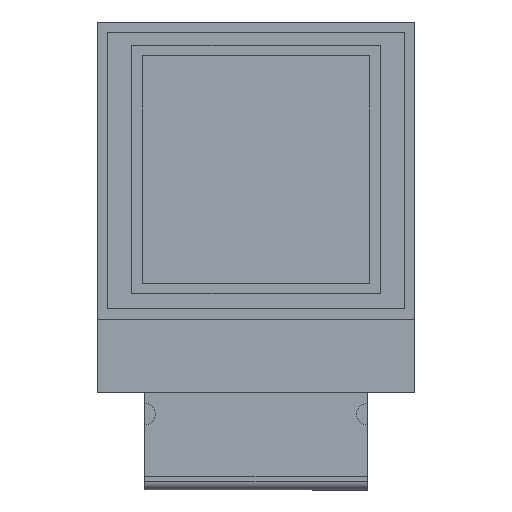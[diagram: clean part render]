
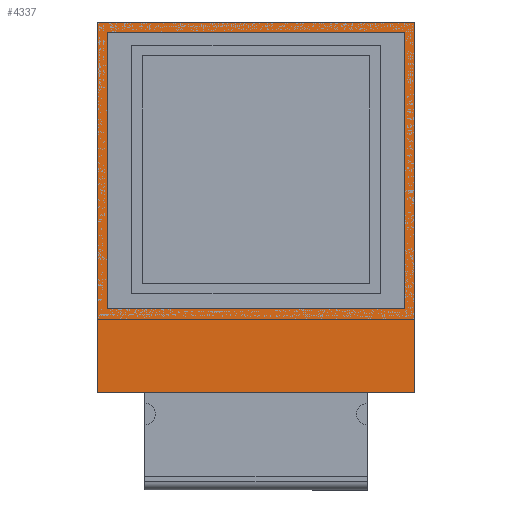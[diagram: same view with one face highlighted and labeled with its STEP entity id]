
A CAD part, top view. The second image highlights one B-rep face of the part: STEP entity #4337.
In plain terms, the highlighted planar face has unit normal (0, 0, 1).
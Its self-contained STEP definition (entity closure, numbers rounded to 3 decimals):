
#65 = DIRECTION ( 'NONE',  ( 0., 0., 1. ) ) ;
#77 = ORIENTED_EDGE ( 'NONE', *, *, #188, .T. ) ;
#163 = VECTOR ( 'NONE', #3318, 1000. ) ;
#188 = EDGE_CURVE ( 'NONE', #1168, #4754, #4152, .T. ) ;
#247 = CARTESIAN_POINT ( 'NONE',  ( -7.5, 8.75, 0.5 ) ) ;
#623 = ORIENTED_EDGE ( 'NONE', *, *, #3754, .F. ) ;
#625 = CARTESIAN_POINT ( 'NONE',  ( 7., -4.75, 0.5 ) ) ;
#626 = DIRECTION ( 'NONE',  ( 0., 1., 0. ) ) ;
#649 = VECTOR ( 'NONE', #1144, 1000. ) ;
#787 = VERTEX_POINT ( 'NONE', #3184 ) ;
#816 = VERTEX_POINT ( 'NONE', #625 ) ;
#863 = EDGE_LOOP ( 'NONE', ( #623, #2009, #3790, #1979 ) ) ;
#1144 = DIRECTION ( 'NONE',  ( 1., 0., 0. ) ) ;
#1168 = VERTEX_POINT ( 'NONE', #4165 ) ;
#1233 = CARTESIAN_POINT ( 'NONE',  ( -7., 8.25, 0.5 ) ) ;
#1484 = LINE ( 'NONE', #247, #3187 ) ;
#1531 = ORIENTED_EDGE ( 'NONE', *, *, #2502, .T. ) ;
#1638 = CARTESIAN_POINT ( 'NONE',  ( 7.5, 8.75, 0.5 ) ) ;
#1675 = CARTESIAN_POINT ( 'NONE',  ( -7.5, -8.75, 0.5 ) ) ;
#1802 = DIRECTION ( 'NONE',  ( 1., 0., 0. ) ) ;
#1956 = CARTESIAN_POINT ( 'NONE',  ( -7.5, 8.75, 0.5 ) ) ;
#1979 = ORIENTED_EDGE ( 'NONE', *, *, #4920, .F. ) ;
#2009 = ORIENTED_EDGE ( 'NONE', *, *, #3142, .F. ) ;
#2077 = CARTESIAN_POINT ( 'NONE',  ( -7., -4.75, 0.5 ) ) ;
#2082 = LINE ( 'NONE', #1638, #163 ) ;
#2183 = LINE ( 'NONE', #4251, #4064 ) ;
#2346 = CARTESIAN_POINT ( 'NONE',  ( 7.5, -8.75, 0.5 ) ) ;
#2355 = VECTOR ( 'NONE', #3114, 1000. ) ;
#2502 = EDGE_CURVE ( 'NONE', #3797, #4765, #3923, .T. ) ;
#2608 = EDGE_CURVE ( 'NONE', #816, #787, #4871, .T. ) ;
#2632 = PLANE ( 'NONE',  #4035 ) ;
#2769 = CARTESIAN_POINT ( 'NONE',  ( 7., 8.25, 0.5 ) ) ;
#2901 = LINE ( 'NONE', #2077, #4031 ) ;
#3103 = EDGE_CURVE ( 'NONE', #4754, #3797, #2082, .T. ) ;
#3114 = DIRECTION ( 'NONE',  ( 0., -1., 0. ) ) ;
#3142 = EDGE_CURVE ( 'NONE', #787, #4176, #2183, .T. ) ;
#3184 = CARTESIAN_POINT ( 'NONE',  ( 7., 8.25, 0.5 ) ) ;
#3187 = VECTOR ( 'NONE', #4804, 1000. ) ;
#3318 = DIRECTION ( 'NONE',  ( 0., 1., 0. ) ) ;
#3324 = EDGE_CURVE ( 'NONE', #4765, #1168, #1484, .T. ) ;
#3377 = ORIENTED_EDGE ( 'NONE', *, *, #3103, .T. ) ;
#3514 = CARTESIAN_POINT ( 'NONE',  ( -7.5, 8.75, 0.5 ) ) ;
#3570 = VECTOR ( 'NONE', #5169, 1000. ) ;
#3620 = ORIENTED_EDGE ( 'NONE', *, *, #3324, .T. ) ;
#3754 = EDGE_CURVE ( 'NONE', #4176, #4158, #4079, .T. ) ;
#3790 = ORIENTED_EDGE ( 'NONE', *, *, #2608, .F. ) ;
#3797 = VERTEX_POINT ( 'NONE', #5405 ) ;
#3860 = DIRECTION ( 'NONE',  ( -1., 0., 0. ) ) ;
#3923 = LINE ( 'NONE', #3514, #3570 ) ;
#3993 = CARTESIAN_POINT ( 'NONE',  ( -7., 8.25, 0.5 ) ) ;
#4006 = VECTOR ( 'NONE', #626, 1000. ) ;
#4031 = VECTOR ( 'NONE', #4224, 1000. ) ;
#4035 = AXIS2_PLACEMENT_3D ( 'NONE', #4729, #65, #1802 ) ;
#4064 = VECTOR ( 'NONE', #3860, 1000. ) ;
#4079 = LINE ( 'NONE', #3993, #2355 ) ;
#4152 = LINE ( 'NONE', #1675, #649 ) ;
#4158 = VERTEX_POINT ( 'NONE', #4604 ) ;
#4165 = CARTESIAN_POINT ( 'NONE',  ( -7.5, -8.75, 0.5 ) ) ;
#4176 = VERTEX_POINT ( 'NONE', #1233 ) ;
#4224 = DIRECTION ( 'NONE',  ( 1., 0., 0. ) ) ;
#4251 = CARTESIAN_POINT ( 'NONE',  ( -7., 8.25, 0.5 ) ) ;
#4337 = ADVANCED_FACE ( 'NONE', ( #5164, #4786 ), #2632, .T. ) ;
#4604 = CARTESIAN_POINT ( 'NONE',  ( -7., -4.75, 0.5 ) ) ;
#4729 = CARTESIAN_POINT ( 'NONE',  ( 0., 0., 0.5 ) ) ;
#4754 = VERTEX_POINT ( 'NONE', #2346 ) ;
#4765 = VERTEX_POINT ( 'NONE', #1956 ) ;
#4786 = FACE_BOUND ( 'NONE', #863, .T. ) ;
#4804 = DIRECTION ( 'NONE',  ( 0., -1., 0. ) ) ;
#4838 = EDGE_LOOP ( 'NONE', ( #3377, #1531, #3620, #77 ) ) ;
#4871 = LINE ( 'NONE', #2769, #4006 ) ;
#4920 = EDGE_CURVE ( 'NONE', #4158, #816, #2901, .T. ) ;
#5164 = FACE_OUTER_BOUND ( 'NONE', #4838, .T. ) ;
#5169 = DIRECTION ( 'NONE',  ( -1., 0., 0. ) ) ;
#5405 = CARTESIAN_POINT ( 'NONE',  ( 7.5, 8.75, 0.5 ) ) ;
